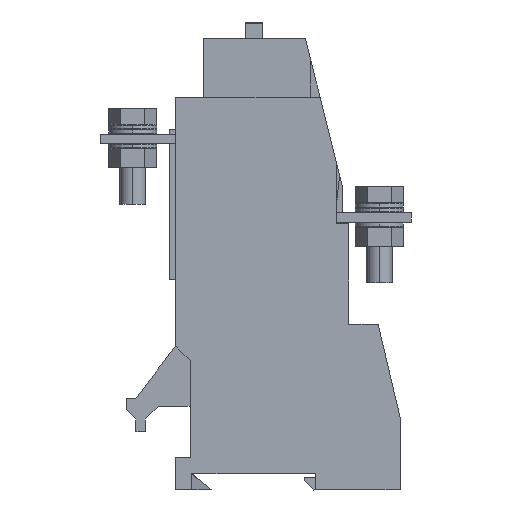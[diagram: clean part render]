
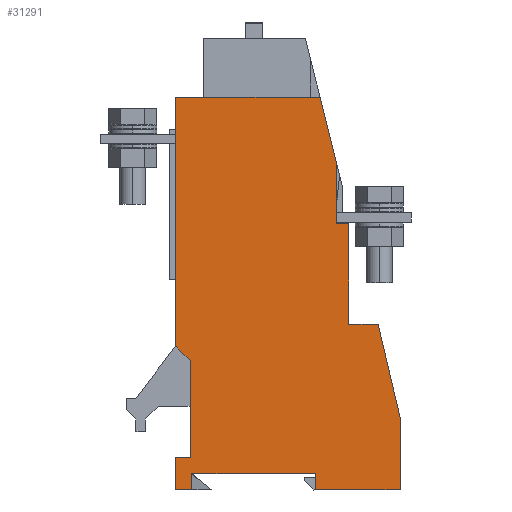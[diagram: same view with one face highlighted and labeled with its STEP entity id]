
A CAD part, left-side view. The second image highlights one B-rep face of the part: STEP entity #31291.
In plain terms, the highlighted planar face has unit normal (-1, 0, 0).
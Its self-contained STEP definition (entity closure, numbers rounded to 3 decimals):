
#18792=DIRECTION('',(0.,0.,-1.));
#18793=VECTOR('',#18792,77.6);
#18794=CARTESIAN_POINT('',(-52.,31.316,122.6));
#18795=LINE('',#18794,#18793);
#19223=DIRECTION('',(0.,0.,-1.));
#19224=VECTOR('',#19223,31.5);
#19225=CARTESIAN_POINT('',(-52.,-22.684,83.2));
#19226=LINE('',#19225,#19224);
#19230=DIRECTION('',(0.,-0.229,-0.973));
#19231=VECTOR('',#19230,29.997);
#19232=CARTESIAN_POINT('',(-52.,-31.813,51.7));
#19233=LINE('',#19232,#19231);
#19237=DIRECTION('',(0.,0.,-1.));
#19238=VECTOR('',#19237,22.5);
#19239=CARTESIAN_POINT('',(-52.,-38.684,22.5));
#19240=LINE('',#19239,#19238);
#19244=DIRECTION('',(0.,1.,0.));
#19245=VECTOR('',#19244,26.5);
#19246=CARTESIAN_POINT('',(-52.,-38.684,0.));
#19247=LINE('',#19246,#19245);
#19251=DIRECTION('',(0.,0.,1.));
#19252=VECTOR('',#19251,5.);
#19253=CARTESIAN_POINT('',(-52.,-12.184,0.));
#19254=LINE('',#19253,#19252);
#19258=DIRECTION('',(0.,1.,0.));
#19259=VECTOR('',#19258,38.5);
#19260=CARTESIAN_POINT('',(-52.,-12.184,
5.));
#19261=LINE('',#19260,#19259);
#19265=DIRECTION('',(0.,1.,0.));
#19266=VECTOR('',#19265,5.);
#19267=CARTESIAN_POINT('',(-52.,26.316,0.));
#19268=LINE('',#19267,#19266);
#19272=DIRECTION('',(0.,0.,1.));
#19273=VECTOR('',#19272,10.);
#19274=CARTESIAN_POINT('',(-52.,31.316,0.));
#19275=LINE('',#19274,#19273);
#19279=DIRECTION('',(0.,0.689,0.725));
#19280=VECTOR('',#19279,6.399);
#19281=CARTESIAN_POINT('',(-52.,26.909,
40.36));
#19282=LINE('',#19281,#19280);
#19286=DIRECTION('',(0.,-1.,0.));
#19287=VECTOR('',#19286,45.);
#19288=CARTESIAN_POINT('',(-52.,31.316,122.6));
#19289=LINE('',#19288,#19287);
#19293=DIRECTION('',(0.,-0.243,
-0.97));
#19294=VECTOR('',#19293,20.616);
#19295=CARTESIAN_POINT('',(-52.,-13.684,122.6));
#19296=LINE('',#19295,#19294);
#19300=DIRECTION('',(0.,0.,-1.));
#19301=VECTOR('',#19300,19.4);
#19302=CARTESIAN_POINT('',(-52.,-18.684,102.6));
#19303=LINE('',#19302,#19301);
#19307=DIRECTION('',(0.,-1.,0.));
#19308=VECTOR('',#19307,4.);
#19309=CARTESIAN_POINT('',(-52.,-18.684,83.2));
#19310=LINE('',#19309,#19308);
#23379=DIRECTION('',(0.,1.,0.));
#23380=VECTOR('',#23379,9.129);
#23381=CARTESIAN_POINT('',(-52.,-31.813,51.7));
#23382=LINE('',#23381,#23380);
#26302=DIRECTION('',(0.,0.,-1.));
#26303=VECTOR('',#26302,30.36);
#26304=CARTESIAN_POINT('',(-52.,26.909,
40.36));
#26305=LINE('',#26304,#26303);
#26720=DIRECTION('',(0.,1.,0.));
#26721=VECTOR('',#26720,4.407);
#26722=CARTESIAN_POINT('',(-52.,26.909,10.));
#26723=LINE('',#26722,#26721);
#26909=DIRECTION('',(0.,0.,1.));
#26910=VECTOR('',#26909,5.);
#26911=CARTESIAN_POINT('',(-52.,26.316,0.));
#26912=LINE('',#26911,#26910);
#29253=CARTESIAN_POINT('',(-52.,31.316,122.6));
#29254=CARTESIAN_POINT('',(-52.,31.316,45.));
#29255=VERTEX_POINT('',#29253);
#29256=VERTEX_POINT('',#29254);
#29377=CARTESIAN_POINT('',(-52.,-22.684,83.2));
#29378=CARTESIAN_POINT('',(-52.,-22.684,51.7));
#29379=VERTEX_POINT('',#29377);
#29380=VERTEX_POINT('',#29378);
#29381=CARTESIAN_POINT('',(-52.,-31.813,51.7));
#29382=VERTEX_POINT('',#29381);
#29383=CARTESIAN_POINT('',(-52.,-38.684,22.5));
#29384=VERTEX_POINT('',#29383);
#29385=CARTESIAN_POINT('',(-52.,-38.684,0.));
#29386=VERTEX_POINT('',#29385);
#29387=CARTESIAN_POINT('',(-52.,-12.184,0.));
#29388=VERTEX_POINT('',#29387);
#29389=CARTESIAN_POINT('',(-52.,-12.184,
5.));
#29390=VERTEX_POINT('',#29389);
#29391=CARTESIAN_POINT('',(-52.,26.316,
5.));
#29392=VERTEX_POINT('',#29391);
#29393=CARTESIAN_POINT('',(-52.,26.316,0.));
#29394=VERTEX_POINT('',#29393);
#29395=CARTESIAN_POINT('',(-52.,31.316,0.));
#29396=VERTEX_POINT('',#29395);
#29397=CARTESIAN_POINT('',(-52.,31.316,10.));
#29398=VERTEX_POINT('',#29397);
#29399=CARTESIAN_POINT('',(-52.,26.909,10.));
#29400=VERTEX_POINT('',#29399);
#29401=CARTESIAN_POINT('',(-52.,26.909,
40.36));
#29402=VERTEX_POINT('',#29401);
#29403=CARTESIAN_POINT('',(-52.,-13.684,122.6));
#29404=VERTEX_POINT('',#29403);
#29405=CARTESIAN_POINT('',(-52.,-18.684,102.6));
#29406=VERTEX_POINT('',#29405);
#29407=CARTESIAN_POINT('',(-52.,-18.684,83.2));
#29408=VERTEX_POINT('',#29407);
#31249=CARTESIAN_POINT('',(-52.,-18.272,48.538));
#31250=DIRECTION('',(-1.,0.,0.));
#31251=DIRECTION('',(0.,1.,0.));
#31252=AXIS2_PLACEMENT_3D('',#31249,#31250,#31251);
#31253=PLANE('',#31252);
#31255=ORIENTED_EDGE('',*,*,#31254,.T.);
#31257=ORIENTED_EDGE('',*,*,#31256,.F.);
#31259=ORIENTED_EDGE('',*,*,#31258,.T.);
#31261=ORIENTED_EDGE('',*,*,#31260,.T.);
#31263=ORIENTED_EDGE('',*,*,#31262,.T.);
#31265=ORIENTED_EDGE('',*,*,#31264,.T.);
#31267=ORIENTED_EDGE('',*,*,#31266,.T.);
#31269=ORIENTED_EDGE('',*,*,#31268,.F.);
#31271=ORIENTED_EDGE('',*,*,#31270,.T.);
#31273=ORIENTED_EDGE('',*,*,#31272,.T.);
#31275=ORIENTED_EDGE('',*,*,#31274,.F.);
#31277=ORIENTED_EDGE('',*,*,#31276,.F.);
#31279=ORIENTED_EDGE('',*,*,#31278,.T.);
#31280=ORIENTED_EDGE('',*,*,#31087,.F.);
#31282=ORIENTED_EDGE('',*,*,#31281,.T.);
#31284=ORIENTED_EDGE('',*,*,#31283,.T.);
#31286=ORIENTED_EDGE('',*,*,#31285,.T.);
#31288=ORIENTED_EDGE('',*,*,#31287,.T.);
#31289=EDGE_LOOP('',(#31255,#31257,#31259,#31261,#31263,#31265,#31267,#31269,
#31271,#31273,#31275,#31277,#31279,#31280,#31282,#31284,#31286,#31288));
#31290=FACE_OUTER_BOUND('',#31289,.F.);
#31087=EDGE_CURVE('',#29255,#29256,#18795,.T.);
#31254=EDGE_CURVE('',#29379,#29380,#19226,.T.);
#31256=EDGE_CURVE('',#29382,#29380,#23382,.T.);
#31258=EDGE_CURVE('',#29382,#29384,#19233,.T.);
#31260=EDGE_CURVE('',#29384,#29386,#19240,.T.);
#31262=EDGE_CURVE('',#29386,#29388,#19247,.T.);
#31264=EDGE_CURVE('',#29388,#29390,#19254,.T.);
#31266=EDGE_CURVE('',#29390,#29392,#19261,.T.);
#31268=EDGE_CURVE('',#29394,#29392,#26912,.T.);
#31270=EDGE_CURVE('',#29394,#29396,#19268,.T.);
#31272=EDGE_CURVE('',#29396,#29398,#19275,.T.);
#31274=EDGE_CURVE('',#29400,#29398,#26723,.T.);
#31276=EDGE_CURVE('',#29402,#29400,#26305,.T.);
#31278=EDGE_CURVE('',#29402,#29256,#19282,.T.);
#31281=EDGE_CURVE('',#29255,#29404,#19289,.T.);
#31283=EDGE_CURVE('',#29404,#29406,#19296,.T.);
#31285=EDGE_CURVE('',#29406,#29408,#19303,.T.);
#31287=EDGE_CURVE('',#29408,#29379,#19310,.T.);
#31291=ADVANCED_FACE('',(#31290),#31253,.T.);
